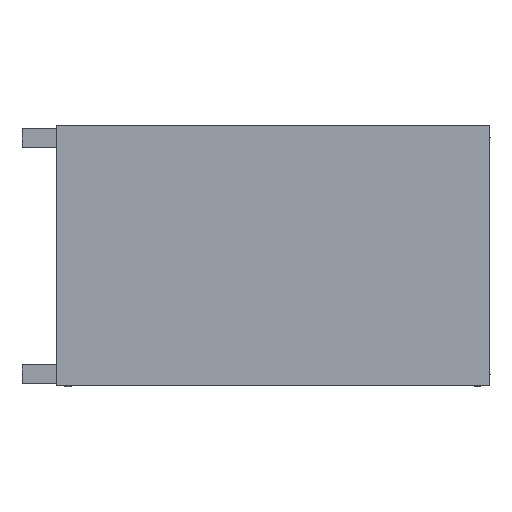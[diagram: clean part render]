
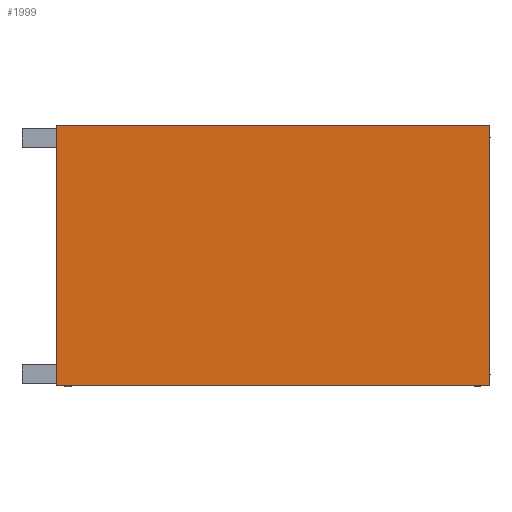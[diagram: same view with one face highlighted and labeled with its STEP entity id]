
A CAD part, top view. The second image highlights one B-rep face of the part: STEP entity #1999.
In plain terms, the highlighted planar face has unit normal (0, 0, 1).
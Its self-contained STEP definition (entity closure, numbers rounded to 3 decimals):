
#1275=VERTEX_POINT('',#3623);
#1361=EDGE_CURVE('',#1821,#1275,#3715,.T.);
#1615=EDGE_CURVE('',#1275,#1749,#3995,.T.);
#1703=VERTEX_POINT('',#4092);
#1749=VERTEX_POINT('',#4143);
#1821=VERTEX_POINT('',#4223);
#1999=ADVANCED_FACE('',(#4417),#4418,.T.);
#2211=EDGE_CURVE('',#1749,#1703,#4651,.T.);
#3109=EDGE_CURVE('',#1703,#1821,#5634,.T.);
#3623=CARTESIAN_POINT('',(995.0,-5.0,1000.0));
#3715=LINE('',#6352,#6353);
#3995=LINE('',#6750,#6751);
#4092=CARTESIAN_POINT('',(-5.0,595.0,1000.0));
#4143=CARTESIAN_POINT('',(995.0,595.0,1000.0));
#4223=CARTESIAN_POINT('',(-5.0,-5.0,1000.0));
#4417=FACE_OUTER_BOUND('',#7347,.T.);
#4418=PLANE('',#7348);
#4651=LINE('',#7675,#7676);
#5634=LINE('',#9067,#9068);
#6352=CARTESIAN_POINT('',(495.0,-5.0,1000.0));
#6353=VECTOR('',#9927,1.0);
#6750=CARTESIAN_POINT('',(995.0,295.0,1000.0));
#6751=VECTOR('',#10224,1.0);
#7347=EDGE_LOOP('',(#10698,#10699,#10700,#10701));
#7348=AXIS2_PLACEMENT_3D('',#10702,#10703,#10704);
#7675=CARTESIAN_POINT('',(495.0,595.0,1000.0));
#7676=VECTOR('',#10962,1.0);
#9067=CARTESIAN_POINT('',(-5.0,295.0,1000.0));
#9068=VECTOR('',#12019,1.0);
#9927=DIRECTION('',(1.0,0.0,0.0));
#10224=DIRECTION('',(0.0,1.0,0.0));
#10698=ORIENTED_EDGE('',*,*,#1615,.T.);
#10699=ORIENTED_EDGE('',*,*,#2211,.T.);
#10700=ORIENTED_EDGE('',*,*,#3109,.T.);
#10701=ORIENTED_EDGE('',*,*,#1361,.T.);
#10702=CARTESIAN_POINT('',(495.0,295.0,1000.0));
#10703=DIRECTION('',(0.0,0.0,1.0));
#10704=DIRECTION('',(1.0,0.0,0.0));
#10962=DIRECTION('',(-1.0,0.0,0.0));
#12019=DIRECTION('',(0.0,-1.0,0.0));
